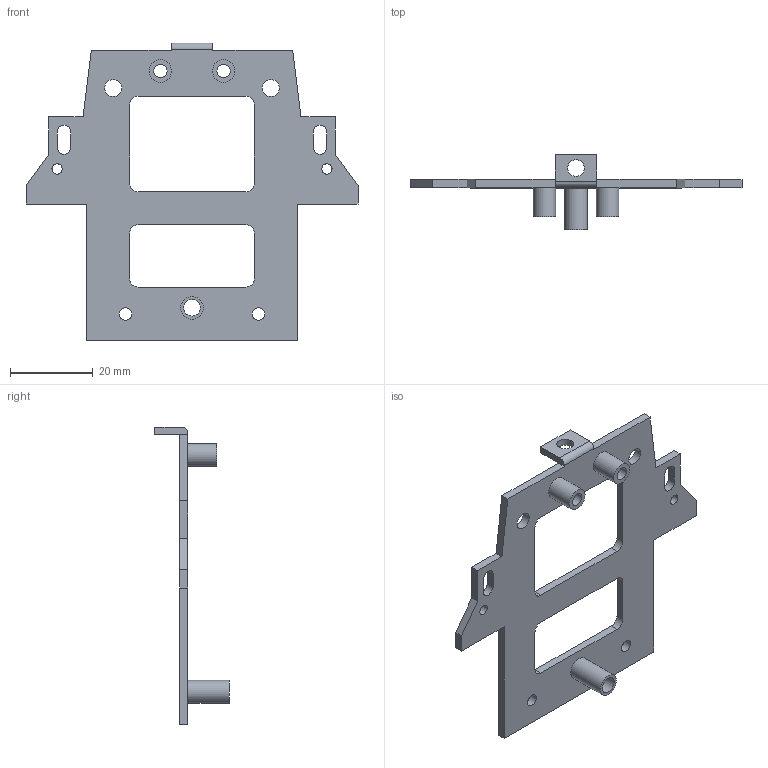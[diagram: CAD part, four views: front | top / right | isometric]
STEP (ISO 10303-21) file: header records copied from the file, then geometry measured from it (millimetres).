
FILE_DESCRIPTION(/* description */ (''),/* implementation_level */ '2;1');
FILE_NAME(/* name */ 'Extruder bracket.step',/* time_stamp */ '2024-09-23T16:56:57-04:00',/* author */ (''),/* organization */ (''),/* preprocessor_version */ 'ST-DEVELOPER v20',/* originating_system */ 'Autodesk Translation Framework v13.14.0.145',/* authorisation */ '');
FILE_SCHEMA (('AUTOMOTIVE_DESIGN { 1 0 10303 214 3 1 1 }'));
Length unit declared in the file: millimetre
Products named in the file (1): Extruder bracket
Bounding box: 80 x 18 x 71.8 mm (x, y, z)
Volume: 5991.8 mm3; surface area: 7619.7 mm2
Topology: 1 solids, 1 shells, 65 faces, 178 edges, 118 vertices
Faces by surface type: plane 39, cylinder 26
Full cylindrical faces by diameter (mm): 2.5 x2, 3 x2, 3.2 x2, 4 x2, 4.1 x2, 5.4 x2, 5.5 x1
Entity records: 2164 total; most frequent: DIRECTION 362, CARTESIAN_POINT 362, ORIENTED_EDGE 356, EDGE_CURVE 178, LINE 126, VECTOR 126, VERTEX_POINT 118, AXIS2_PLACEMENT_3D 118
